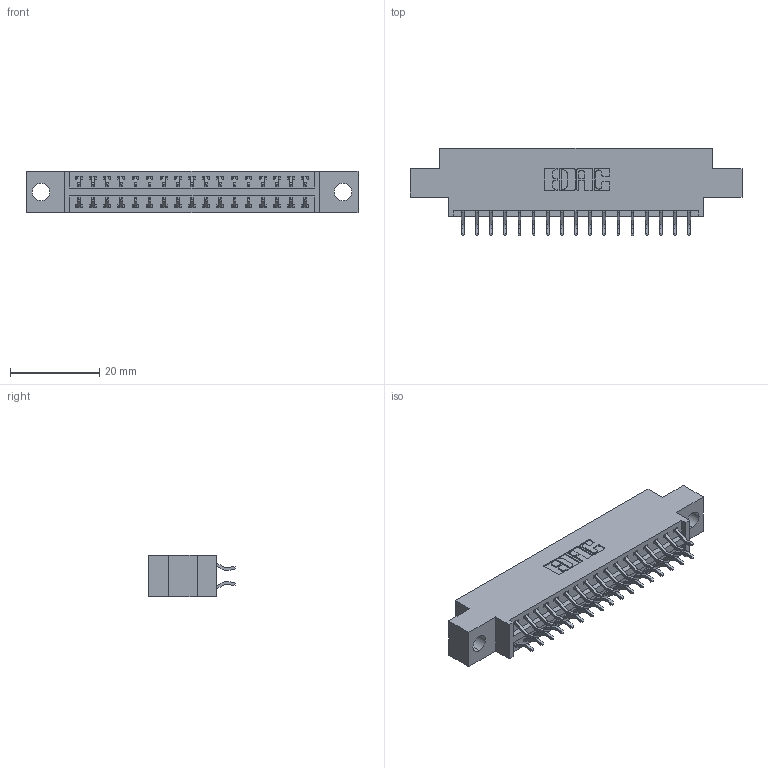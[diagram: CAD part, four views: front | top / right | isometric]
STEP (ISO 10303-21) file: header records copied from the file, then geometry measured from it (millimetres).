
FILE_DESCRIPTION (( 'STEP AP203' ), '1' );
FILE_NAME ('346-034-556-804.STEP', '2022-05-19T20:13:58', ( '' ), ( '' ), 'SwSTEP 2.0', 'SolidWorks 2020', '' );
FILE_SCHEMA (( 'CONFIG_CONTROL_DESIGN' ));
Length unit declared in the file: inch
Products named in the file (3): 345-292-001_556 Tail; 346-034-556-804; 346 Part_0.170 Offset - 0.156 Dia-TH
Assembly tree (35 placements, depth 2):
  346-034-556-804
    346 Part_0.170 Offset - 0.156 Dia-TH
    345-292-001_556 Tail  x34
Bounding box: 74.55 x 19.57 x 9.4 mm (x, y, z)
Volume: 6813.4 mm3; surface area: 8968.4 mm2
Topology: 35 solids, 35 shells, 2112 faces, 6259 edges, 4126 vertices
Faces by surface type: plane 1420, cylinder 692
Entity records: 15231 total; most frequent: CARTESIAN_POINT 2566, ORIENTED_EDGE 2486, DIRECTION 2299, EDGE_CURVE 1243, LINE 1035, VECTOR 1035, VERTEX_POINT 826, AXIS2_PLACEMENT_3D 632
